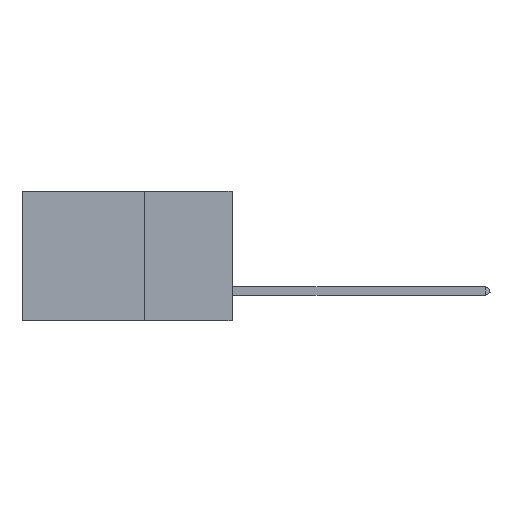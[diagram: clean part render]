
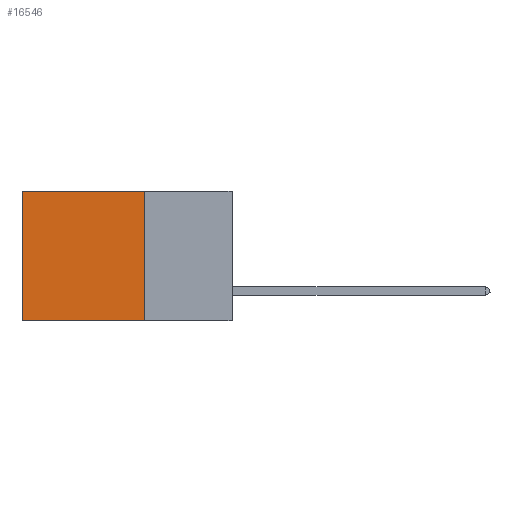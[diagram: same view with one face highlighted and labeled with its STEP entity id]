
A CAD part, left-side view. The second image highlights one B-rep face of the part: STEP entity #16546.
In plain terms, the highlighted planar face has unit normal (-1, 0, 0).
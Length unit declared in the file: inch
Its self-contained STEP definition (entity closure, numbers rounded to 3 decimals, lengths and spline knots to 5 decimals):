
#110 = ORIENTED_EDGE ( 'NONE', *, *, #5704, .F. ) ;
#241 = DIRECTION ( 'NONE',  ( 0., 0., -1. ) ) ;
#1440 = CARTESIAN_POINT ( 'NONE',  ( 0.2875, 0.25, -0.37 ) ) ;
#2545 = CARTESIAN_POINT ( 'NONE',  ( 0.2875, 0.25, 0. ) ) ;
#2684 = VERTEX_POINT ( 'NONE', #6734 ) ;
#3128 = PLANE ( 'NONE',  #21623 ) ;
#3195 = CARTESIAN_POINT ( 'NONE',  ( 0.2875, 0.25, 0. ) ) ;
#3340 = DIRECTION ( 'NONE',  ( 0., 0., -1. ) ) ;
#4351 = CARTESIAN_POINT ( 'NONE',  ( 0.2875, 0.25, -0.37 ) ) ;
#4430 = FACE_OUTER_BOUND ( 'NONE', #7439, .T. ) ;
#5121 = CARTESIAN_POINT ( 'NONE',  ( 0.2875, 0.25, 0. ) ) ;
#5702 = DIRECTION ( 'NONE',  ( 0., 1., 0. ) ) ;
#5704 = EDGE_CURVE ( 'NONE', #8083, #7388, #21779, .T. ) ;
#6734 = CARTESIAN_POINT ( 'NONE',  ( 0.2875, 0.6, -0.37 ) ) ;
#6764 = CARTESIAN_POINT ( 'NONE',  ( 0.2875, 0.6, 0. ) ) ;
#7388 = VERTEX_POINT ( 'NONE', #1440 ) ;
#7439 = EDGE_LOOP ( 'NONE', ( #10032, #15338, #110, #17168 ) ) ;
#8083 = VERTEX_POINT ( 'NONE', #5121 ) ;
#8293 = VECTOR ( 'NONE', #5702, 39.37008 ) ;
#8603 = VECTOR ( 'NONE', #14497, 39.37008 ) ;
#9894 = LINE ( 'NONE', #4351, #8293 ) ;
#10031 = CARTESIAN_POINT ( 'NONE',  ( 0.2875, 0.25, 0. ) ) ;
#10032 = ORIENTED_EDGE ( 'NONE', *, *, #16074, .T. ) ;
#10101 = DIRECTION ( 'NONE',  ( 0., 0., -1. ) ) ;
#13678 = EDGE_CURVE ( 'NONE', #8083, #20945, #21304, .T. ) ;
#14399 = VECTOR ( 'NONE', #241, 39.37008 ) ;
#14497 = DIRECTION ( 'NONE',  ( 0., 1., 0. ) ) ;
#15338 = ORIENTED_EDGE ( 'NONE', *, *, #20079, .F. ) ;
#15790 = CARTESIAN_POINT ( 'NONE',  ( 0.2875, 0.6, 0. ) ) ;
#16074 = EDGE_CURVE ( 'NONE', #20945, #2684, #16531, .T. ) ;
#16531 = LINE ( 'NONE', #15790, #14399 ) ;
#16546 = ADVANCED_FACE ( 'NONE', ( #4430 ), #3128, .F. ) ;
#16938 = DIRECTION ( 'NONE',  ( 1., 0., 0. ) ) ;
#17168 = ORIENTED_EDGE ( 'NONE', *, *, #13678, .T. ) ;
#17933 = VECTOR ( 'NONE', #10101, 39.37008 ) ;
#20079 = EDGE_CURVE ( 'NONE', #7388, #2684, #9894, .T. ) ;
#20945 = VERTEX_POINT ( 'NONE', #6764 ) ;
#21304 = LINE ( 'NONE', #2545, #8603 ) ;
#21623 = AXIS2_PLACEMENT_3D ( 'NONE', #3195, #16938, #3340 ) ;
#21779 = LINE ( 'NONE', #10031, #17933 ) ;
